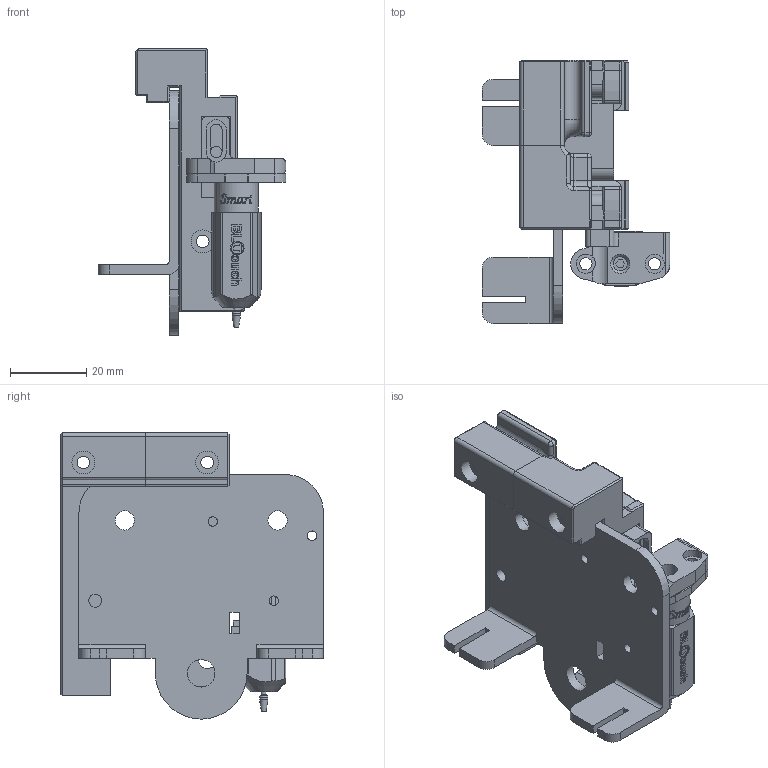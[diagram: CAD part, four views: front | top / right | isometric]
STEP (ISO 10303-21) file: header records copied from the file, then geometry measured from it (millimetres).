
FILE_DESCRIPTION(/* description */ (''),/* implementation_level */ '2;1');
FILE_NAME(/* name */ 'Afterburner_Ender3v2 v2 v7.step',/* time_stamp */ '2022-02-16T05:46:36+00:00',/* author */ (''),/* organization */ (''),/* preprocessor_version */ 'ST-DEVELOPER v18.1',/* originating_system */ 'Autodesk Translation Framework v10.10.0.1391',/* authorisation */ '');
FILE_SCHEMA (('AUTOMOTIVE_DESIGN { 1 0 10303 214 3 1 1 }'));
Length unit declared in the file: millimetre
Products named in the file (7): Afterburner_Ender3v2 v2; X Carriage Frame-35^X Carriage Frame_X Carriage; X Carriage Frame-36^X Carriage Frame_X Carriage; BLTouch 3.1 v1; BLTOUCH_V3-1; BL_Toch Mount; Bracket_Main_hotend-X axis
Assembly tree (6 placements, depth 3):
  Afterburner_Ender3v2 v2
    X Carriage Frame-35^X Carriage Frame_X Carriage
    X Carriage Frame-36^X Carriage Frame_X Carriage
    BLTouch 3.1 v1
      BLTOUCH_V3-1
    BL_Toch Mount
    Bracket_Main_hotend-X axis
Bounding box: 49.18 x 68.81 x 74.9 mm (x, y, z)
Volume: 47448.1 mm3; surface area: 27088.1 mm2
Topology: 6 solids, 6 shells, 1310 faces, 3528 edges, 2301 vertices
Faces by surface type: plane 633, bspline 414, cylinder 210, cone 38, torus 13, sphere 2
Full cylindrical faces by diameter (mm): 1.4 x1, 1.6 x2, 2.2 x1, 2.459 x4, 2.46 x1, 2.9 x2, 3.08 x1, 3.2 x6, 3.3 x4, 3.4 x1, 3.55 x1, 3.659 x1, 4.4 x1, 4.7 x2, 5 x3, 5.06 x2, 5.27 x2, 5.5 x2, 6 x5, 7.2 x1, 11.5 x1
Entity records: 48317 total; most frequent: CARTESIAN_POINT 16651, ORIENTED_EDGE 7042, DIRECTION 5610, EDGE_CURVE 3521, VERTEX_POINT 2301, LINE 2180, VECTOR 2180, AXIS2_PLACEMENT_3D 1715
